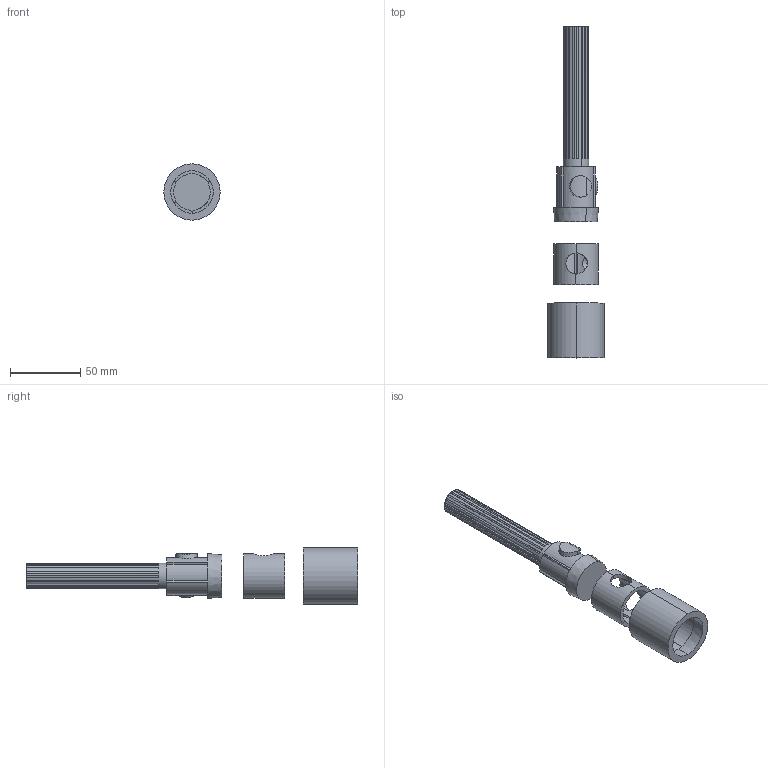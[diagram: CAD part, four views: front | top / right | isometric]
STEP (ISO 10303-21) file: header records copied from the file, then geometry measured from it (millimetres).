
FILE_DESCRIPTION (( 'STEP AP203' ), '1' );
FILE_NAME ('MoldAssmably02.STEP', '2020-03-27T20:32:09', ( '' ), ( '' ), 'SwSTEP 2.0', 'SolidWorks 2019', '' );
FILE_SCHEMA (( 'CONFIG_CONTROL_DESIGN' ));
Length unit declared in the file: millimetre
Products named in the file (7): 3WayValve_RIng_MoldPartB; MoldAssmably02; TPERing_V1_0_3_MoldV_SAK; 3WayValve_RIng_MoldPartA
Assembly tree (3 placements, depth 2):
  MoldAssmably02
    3WayValve_RIng_MoldPartA
    3WayValve_RIng_MoldPartB
    TPERing_V1_0_3_MoldV_SAK
  TPERing_V1_0_3_MoldV_SAK
  3WayValve_RIng_MoldPartB
  3WayValve_RIng_MoldPartA
Bounding box: 40 x 235.7 x 40 mm (x, y, z)
Volume: 73586.2 mm3; surface area: 27442.7 mm2
Topology: 3 solids, 3 shells, 100 faces, 273 edges, 182 vertices
Faces by surface type: cylinder 46, plane 42, bspline 8, cone 4
Entity records: 5281 total; most frequent: CARTESIAN_POINT 2024, DIRECTION 581, ORIENTED_EDGE 546, EDGE_CURVE 273, AXIS2_PLACEMENT_3D 229, VERTEX_POINT 182, CIRCLE 130, VECTOR 123
